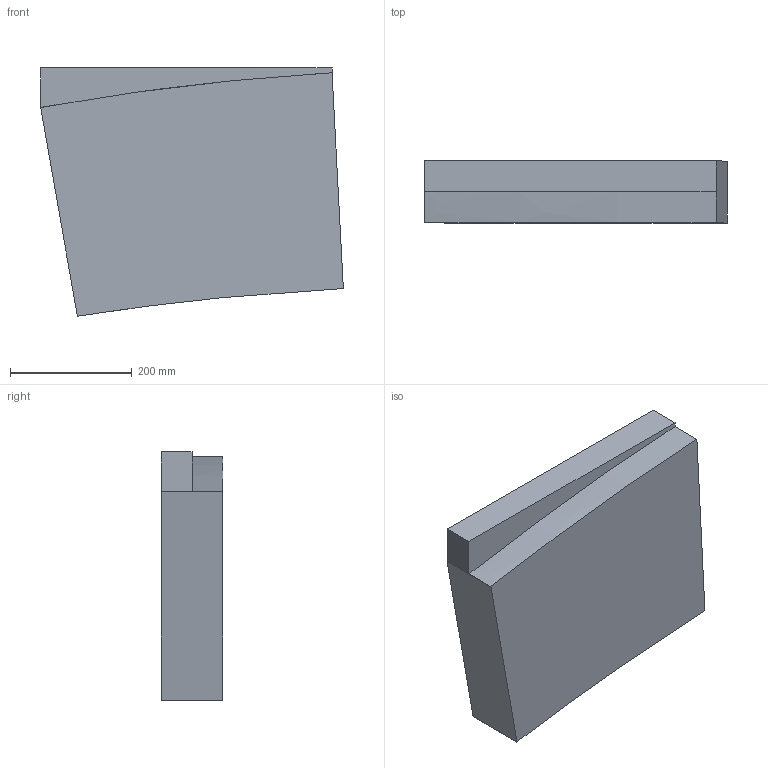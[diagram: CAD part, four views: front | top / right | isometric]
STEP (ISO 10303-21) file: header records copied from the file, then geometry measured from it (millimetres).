
FILE_DESCRIPTION(/* description */ (''),/* implementation_level */ '2;1');
FILE_NAME(/* name */ 'D - 1.step',/* time_stamp */ '2022-03-07T15:18:23-06:00',/* author */ (''),/* organization */ (''),/* preprocessor_version */ 'ST-DEVELOPER v18.1',/* originating_system */ 'Autodesk Translation Framework v10.13.0.1454',/* authorisation */ '');
FILE_SCHEMA (('AUTOMOTIVE_DESIGN { 1 0 10303 214 3 1 1 }'));
Length unit declared in the file: inch
Products named in the file (1): D - 1
Bounding box: 496.56 x 101.6 x 407.45 mm (x, y, z)
Volume: 17213436.3 mm3; surface area: 522425.3 mm2
Topology: 1 solids, 1 shells, 13 faces, 33 edges, 22 vertices
Faces by surface type: plane 9, bspline 4
Entity records: 562 total; most frequent: CARTESIAN_POINT 257, ORIENTED_EDGE 66, DIRECTION 35, EDGE_CURVE 33, VERTEX_POINT 22, B_SPLINE_CURVE_WITH_KNOTS 18, LINE 15, VECTOR 15
